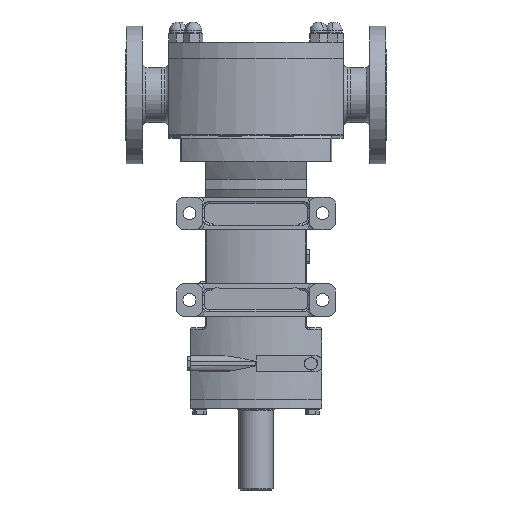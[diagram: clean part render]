
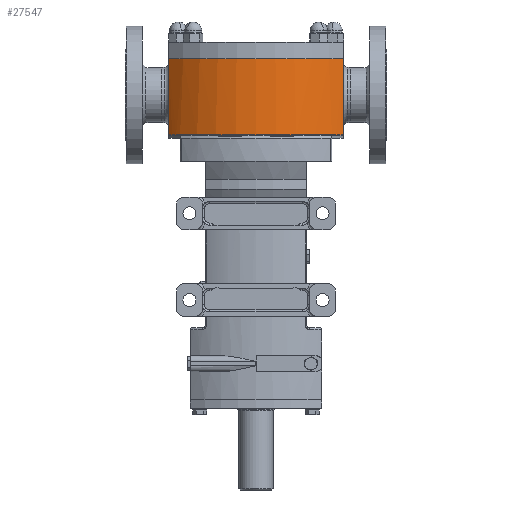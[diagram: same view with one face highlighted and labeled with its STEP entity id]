
A CAD part, front view. The second image highlights one B-rep face of the part: STEP entity #27547.
In plain terms, the highlighted cylindrical face has radius 168 mm (diameter 336 mm), a partial arc.
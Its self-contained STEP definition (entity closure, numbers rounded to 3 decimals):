
#775 = LINE ( 'NONE', #25011, #30000 ) ;
#1508 = CIRCLE ( 'NONE', #33611, 168. ) ;
#1821 = EDGE_LOOP ( 'NONE', ( #5513, #8034, #9360, #17078, #35044, #26285 ) ) ;
#2227 = DIRECTION ( 'NONE',  ( 0., 0., -1. ) ) ;
#2874 = CIRCLE ( 'NONE', #24087, 168. ) ;
#5272 = VERTEX_POINT ( 'NONE', #35263 ) ;
#5289 = DIRECTION ( 'NONE',  ( 0., 0., 1. ) ) ;
#5513 = ORIENTED_EDGE ( 'NONE', *, *, #35484, .T. ) ;
#6206 = EDGE_CURVE ( 'NONE', #8537, #24979, #1508, .T. ) ;
#7445 = DIRECTION ( 'NONE',  ( -1., 0., 0. ) ) ;
#8034 = ORIENTED_EDGE ( 'NONE', *, *, #20341, .F. ) ;
#8537 = VERTEX_POINT ( 'NONE', #20858 ) ;
#8983 = DIRECTION ( 'NONE',  ( -1., 0., 0. ) ) ;
#9096 = CARTESIAN_POINT ( 'NONE',  ( 121., -116.546, 471.62 ) ) ;
#9153 = EDGE_CURVE ( 'NONE', #5272, #10934, #2874, .T. ) ;
#9360 = ORIENTED_EDGE ( 'NONE', *, *, #9153, .T. ) ;
#9534 = AXIS2_PLACEMENT_3D ( 'NONE', #13236, #16108, #24196 ) ;
#9730 = CARTESIAN_POINT ( 'NONE',  ( 0., 0., 471.62 ) ) ;
#10489 = CARTESIAN_POINT ( 'NONE',  ( 0., 0., 366.62 ) ) ;
#10934 = VERTEX_POINT ( 'NONE', #32125 ) ;
#11976 = VECTOR ( 'NONE', #17570, 1000. ) ;
#12640 = CYLINDRICAL_SURFACE ( 'NONE', #21749, 168. ) ;
#13236 = CARTESIAN_POINT ( 'NONE',  ( 0., 0., 366.62 ) ) ;
#15115 = DIRECTION ( 'NONE',  ( 0., 0., 1. ) ) ;
#15859 = CIRCLE ( 'NONE', #9534, 168. ) ;
#16108 = DIRECTION ( 'NONE',  ( 0., 0., 1. ) ) ;
#16444 = CARTESIAN_POINT ( 'NONE',  ( -121., -116.546, 366.62 ) ) ;
#17078 = ORIENTED_EDGE ( 'NONE', *, *, #31986, .F. ) ;
#17449 = DIRECTION ( 'NONE',  ( 0., 0., -1. ) ) ;
#17570 = DIRECTION ( 'NONE',  ( 0., 0., -1. ) ) ;
#20341 = EDGE_CURVE ( 'NONE', #5272, #27904, #25084, .T. ) ;
#20858 = CARTESIAN_POINT ( 'NONE',  ( -121., -116.546, 471.62 ) ) ;
#21061 = AXIS2_PLACEMENT_3D ( 'NONE', #22297, #33766, #8983 ) ;
#21457 = DIRECTION ( 'NONE',  ( 1., 0., 0. ) ) ;
#21749 = AXIS2_PLACEMENT_3D ( 'NONE', #26494, #2227, #7445 ) ;
#22093 = EDGE_CURVE ( 'NONE', #8537, #26224, #23135, .T. ) ;
#22297 = CARTESIAN_POINT ( 'NONE',  ( 0., 0., 366.62 ) ) ;
#23135 = LINE ( 'NONE', #25488, #11976 ) ;
#24087 = AXIS2_PLACEMENT_3D ( 'NONE', #10489, #5289, #21457 ) ;
#24143 = FACE_OUTER_BOUND ( 'NONE', #1821, .T. ) ;
#24196 = DIRECTION ( 'NONE',  ( 1., 0., 0. ) ) ;
#24979 = VERTEX_POINT ( 'NONE', #9096 ) ;
#25011 = CARTESIAN_POINT ( 'NONE',  ( 121., -116.546, 471.62 ) ) ;
#25084 = CIRCLE ( 'NONE', #21061, 168. ) ;
#25488 = CARTESIAN_POINT ( 'NONE',  ( -121., -116.546, 471.62 ) ) ;
#26224 = VERTEX_POINT ( 'NONE', #16444 ) ;
#26285 = ORIENTED_EDGE ( 'NONE', *, *, #22093, .T. ) ;
#26494 = CARTESIAN_POINT ( 'NONE',  ( 0., 0., 471.62 ) ) ;
#26799 = CARTESIAN_POINT ( 'NONE',  ( -105., -131.145, 366.62 ) ) ;
#27547 = ADVANCED_FACE ( 'NONE', ( #24143 ), #12640, .T. ) ;
#27904 = VERTEX_POINT ( 'NONE', #26799 ) ;
#28597 = DIRECTION ( 'NONE',  ( 1., 0., 0. ) ) ;
#30000 = VECTOR ( 'NONE', #17449, 1000. ) ;
#31986 = EDGE_CURVE ( 'NONE', #24979, #10934, #775, .T. ) ;
#32125 = CARTESIAN_POINT ( 'NONE',  ( 121., -116.546, 366.62 ) ) ;
#33611 = AXIS2_PLACEMENT_3D ( 'NONE', #9730, #15115, #28597 ) ;
#33766 = DIRECTION ( 'NONE',  ( 0., 0., -1. ) ) ;
#35044 = ORIENTED_EDGE ( 'NONE', *, *, #6206, .F. ) ;
#35263 = CARTESIAN_POINT ( 'NONE',  ( 105., -131.145, 366.62 ) ) ;
#35484 = EDGE_CURVE ( 'NONE', #26224, #27904, #15859, .T. ) ;
